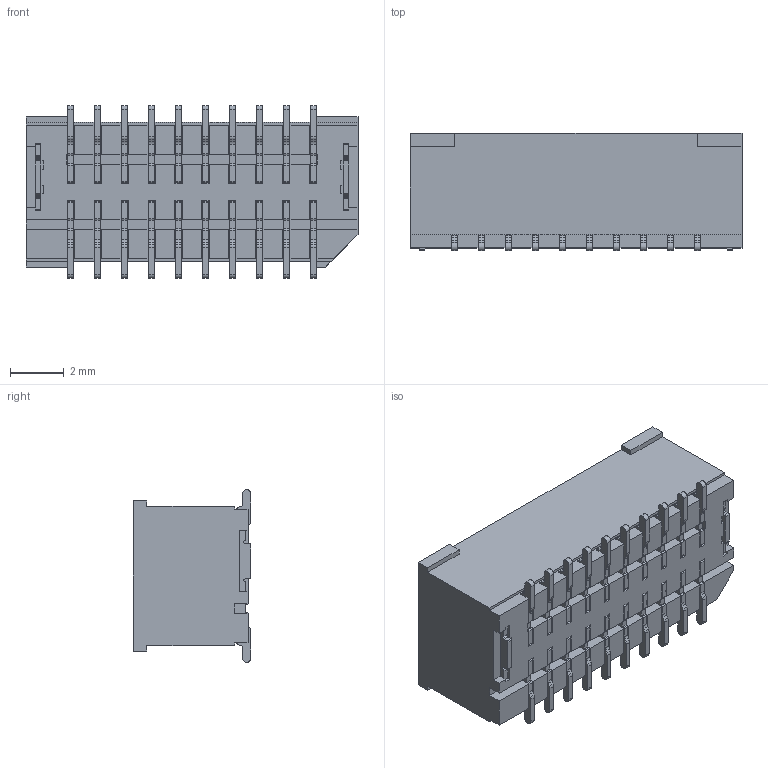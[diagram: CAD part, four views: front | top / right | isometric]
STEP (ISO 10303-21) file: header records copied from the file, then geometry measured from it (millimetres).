
FILE_DESCRIPTION((''),'2;1');
FILE_NAME('FWF10003-D20_REF','2022-01-20T',('gongcheng6'),(''),'PRO/ENGINEER BY PARAMETRIC TECHNOLOGY CORPORATION, 2010280','PRO/ENGINEER BY PARAMETRIC TECHNOLOGY CORPORATION, 2010280','');
FILE_SCHEMA(('CONFIG_CONTROL_DESIGN'));
Length unit declared in the file: millimetre
Products named in the file (1): FWF10003-D20_REF
Bounding box: 12.3 x 4.35 x 6.4 mm (x, y, z)
Volume: 125.7 mm3; surface area: 478.1 mm2
Topology: 1 solids, 1 shells, 1200 faces, 3267 edges, 2130 vertices
Faces by surface type: plane 892, cylinder 308
Entity records: 37614 total; most frequent: CARTESIAN_POINT 6654, ORIENTED_EDGE 6534, DIRECTION 6339, EDGE_CURVE 3267, VECTOR 2571, LINE 2571, VERTEX_POINT 2130, AXIS2_PLACEMENT_3D 1884
